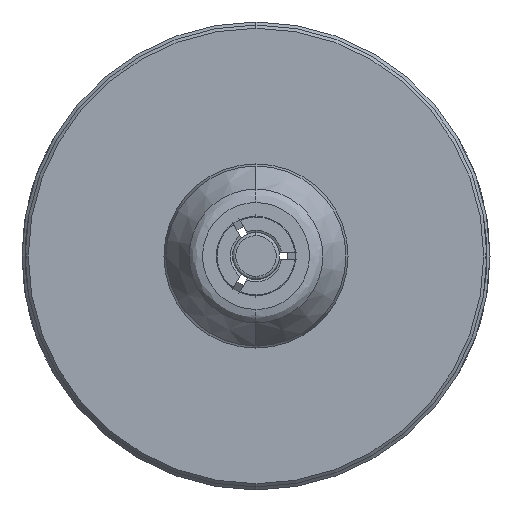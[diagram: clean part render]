
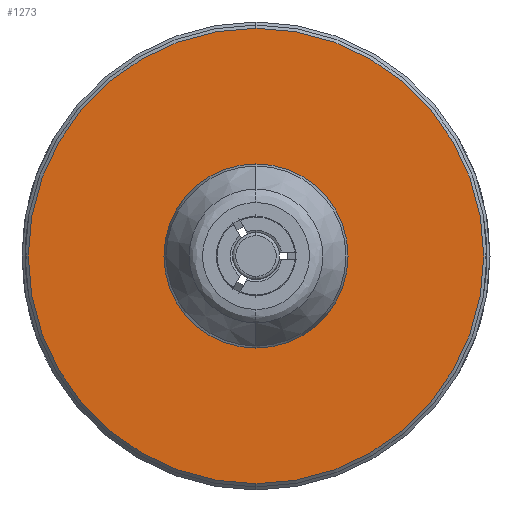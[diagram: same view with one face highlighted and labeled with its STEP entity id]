
A CAD part, left-side view. The second image highlights one B-rep face of the part: STEP entity #1273.
In plain terms, the highlighted planar face has unit normal (-1, 0, 0).
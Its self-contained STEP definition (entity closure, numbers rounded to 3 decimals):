
#116 = VERTEX_POINT ( 'NONE', #6778 ) ;
#937 = AXIS2_PLACEMENT_3D ( 'NONE', #3897, #9939, #4787 ) ;
#1273 = ADVANCED_FACE ( 'NONE', ( #10753, #5647 ), #7153, .F. ) ;
#1409 = EDGE_CURVE ( 'NONE', #116, #7535, #2202, .T. ) ;
#1610 = CARTESIAN_POINT ( 'NONE',  ( 11., 0., -14.6 ) ) ;
#1775 = VERTEX_POINT ( 'NONE', #1610 ) ;
#2034 = CIRCLE ( 'NONE', #7456, 14.6 ) ;
#2202 = CIRCLE ( 'NONE', #937, 5.1 ) ;
#2837 = DIRECTION ( 'NONE',  ( 0., 0., -1. ) ) ;
#3108 = CARTESIAN_POINT ( 'NONE',  ( 11., 0., 0. ) ) ;
#3670 = CARTESIAN_POINT ( 'NONE',  ( 11., 0., 0. ) ) ;
#3897 = CARTESIAN_POINT ( 'NONE',  ( 11., 0., 0. ) ) ;
#3903 = CARTESIAN_POINT ( 'NONE',  ( 11., 0., 5.1 ) ) ;
#4011 = DIRECTION ( 'NONE',  ( 0., 0., -1. ) ) ;
#4066 = DIRECTION ( 'NONE',  ( 1., 0., 0. ) ) ;
#4171 = ORIENTED_EDGE ( 'NONE', *, *, #8218, .F. ) ;
#4683 = AXIS2_PLACEMENT_3D ( 'NONE', #3108, #9176, #4011 ) ;
#4787 = DIRECTION ( 'NONE',  ( 0., 0., 1. ) ) ;
#4883 = DIRECTION ( 'NONE',  ( -1., 0., 0. ) ) ;
#5647 = FACE_OUTER_BOUND ( 'NONE', #9497, .T. ) ;
#5781 = ORIENTED_EDGE ( 'NONE', *, *, #7865, .F. ) ;
#5888 = EDGE_LOOP ( 'NONE', ( #4171, #5898 ) ) ;
#5898 = ORIENTED_EDGE ( 'NONE', *, *, #1409, .F. ) ;
#6778 = CARTESIAN_POINT ( 'NONE',  ( 11., 0., -5.1 ) ) ;
#7153 = PLANE ( 'NONE',  #7588 ) ;
#7313 = CIRCLE ( 'NONE', #4683, 14.6 ) ;
#7456 = AXIS2_PLACEMENT_3D ( 'NONE', #9237, #4066, #10118 ) ;
#7535 = VERTEX_POINT ( 'NONE', #3903 ) ;
#7588 = AXIS2_PLACEMENT_3D ( 'NONE', #3670, #8046, #2837 ) ;
#7865 = EDGE_CURVE ( 'NONE', #10098, #1775, #7313, .T. ) ;
#8046 = DIRECTION ( 'NONE',  ( 1., 0., 0. ) ) ;
#8218 = EDGE_CURVE ( 'NONE', #7535, #116, #10321, .T. ) ;
#9176 = DIRECTION ( 'NONE',  ( 1., 0., 0. ) ) ;
#9237 = CARTESIAN_POINT ( 'NONE',  ( 11., 0., 0. ) ) ;
#9497 = EDGE_LOOP ( 'NONE', ( #11265, #5781 ) ) ;
#9513 = EDGE_CURVE ( 'NONE', #1775, #10098, #2034, .T. ) ;
#9708 = CARTESIAN_POINT ( 'NONE',  ( 11., 0., 14.6 ) ) ;
#9939 = DIRECTION ( 'NONE',  ( -1., 0., 0. ) ) ;
#10035 = CARTESIAN_POINT ( 'NONE',  ( 11., 0., 0. ) ) ;
#10098 = VERTEX_POINT ( 'NONE', #9708 ) ;
#10118 = DIRECTION ( 'NONE',  ( 0., 0., -1. ) ) ;
#10321 = CIRCLE ( 'NONE', #10817, 5.1 ) ;
#10753 = FACE_BOUND ( 'NONE', #5888, .T. ) ;
#10817 = AXIS2_PLACEMENT_3D ( 'NONE', #10035, #4883, #10912 ) ;
#10912 = DIRECTION ( 'NONE',  ( 0., 0., 1. ) ) ;
#11265 = ORIENTED_EDGE ( 'NONE', *, *, #9513, .F. ) ;
